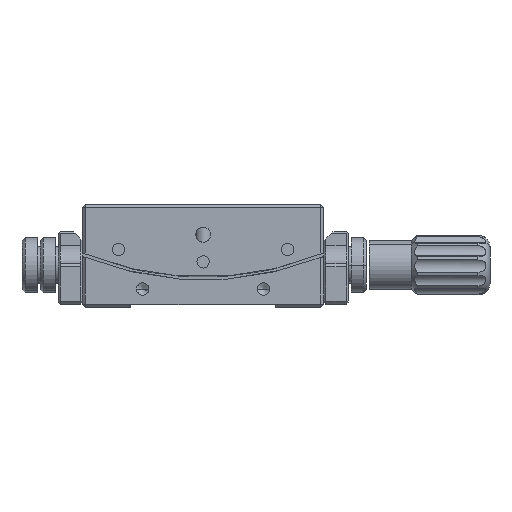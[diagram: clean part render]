
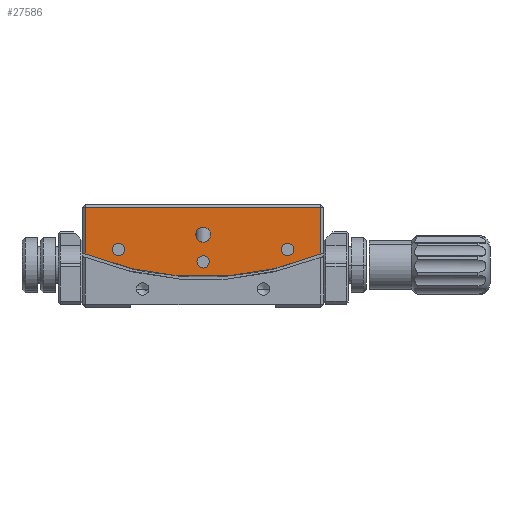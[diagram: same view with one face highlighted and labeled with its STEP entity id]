
A CAD part, top view. The second image highlights one B-rep face of the part: STEP entity #27586.
In plain terms, the highlighted planar face has unit normal (0, 0, 1).
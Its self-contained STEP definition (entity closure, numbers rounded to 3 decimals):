
#327 = DIRECTION ( 'NONE',  ( 1., 0., 0. ) ) ;
#1561 = CARTESIAN_POINT ( 'NONE',  ( 1.025, 7.5, 20. ) ) ;
#2808 = DIRECTION ( 'NONE',  ( 1., 0., 0. ) ) ;
#4108 = DIRECTION ( 'NONE',  ( 1., 0., 0. ) ) ;
#4554 = CARTESIAN_POINT ( 'NONE',  ( 0., 12., 20. ) ) ;
#4866 = FACE_BOUND ( 'NONE', #56115, .T. ) ;
#4882 = CIRCLE ( 'NONE', #69867, 1.25 ) ;
#5116 = DIRECTION ( 'NONE',  ( -1., 0., 0. ) ) ;
#5511 = AXIS2_PLACEMENT_3D ( 'NONE', #4554, #10461, #57899 ) ;
#6474 = ORIENTED_EDGE ( 'NONE', *, *, #13143, .F. ) ;
#10073 = VERTEX_POINT ( 'NONE', #43463 ) ;
#10161 = EDGE_CURVE ( 'NONE', #54892, #21906, #42884, .T. ) ;
#10212 = VERTEX_POINT ( 'NONE', #70410 ) ;
#10461 = DIRECTION ( 'NONE',  ( 0., 0., 1. ) ) ;
#10951 = ORIENTED_EDGE ( 'NONE', *, *, #40006, .T. ) ;
#10983 = EDGE_LOOP ( 'NONE', ( #31560, #6474 ) ) ;
#11461 = CARTESIAN_POINT ( 'NONE',  ( 0., 12., 20. ) ) ;
#11781 = EDGE_CURVE ( 'NONE', #18010, #39938, #37356, .T. ) ;
#12158 = EDGE_CURVE ( 'NONE', #39938, #18010, #71195, .T. ) ;
#13143 = EDGE_CURVE ( 'NONE', #10212, #27897, #14975, .T. ) ;
#14955 = EDGE_CURVE ( 'NONE', #27897, #10212, #15679, .T. ) ;
#14975 = CIRCLE ( 'NONE', #41987, 1.025 ) ;
#15519 = DIRECTION ( 'NONE',  ( 0., 1., 0. ) ) ;
#15571 = AXIS2_PLACEMENT_3D ( 'NONE', #69231, #33059, #4108 ) ;
#15679 = CIRCLE ( 'NONE', #42223, 1.025 ) ;
#16450 = CARTESIAN_POINT ( 'NONE',  ( -1.25, 12., 20. ) ) ;
#16671 = ORIENTED_EDGE ( 'NONE', *, *, #11781, .F. ) ;
#16890 = CARTESIAN_POINT ( 'NONE',  ( -20., 17., 20. ) ) ;
#17802 = AXIS2_PLACEMENT_3D ( 'NONE', #38461, #50225, #2808 ) ;
#18010 = VERTEX_POINT ( 'NONE', #27450 ) ;
#18914 = CARTESIAN_POINT ( 'NONE',  ( -14., 9.521, 20. ) ) ;
#19452 = DIRECTION ( 'NONE',  ( 1., 0., 0. ) ) ;
#19631 = DIRECTION ( 'NONE',  ( 1., 0., 0. ) ) ;
#20949 = EDGE_CURVE ( 'NONE', #21906, #54892, #24253, .T. ) ;
#21172 = DIRECTION ( 'NONE',  ( 0., -1., 0. ) ) ;
#21208 = AXIS2_PLACEMENT_3D ( 'NONE', #57018, #21858, #33623 ) ;
#21858 = DIRECTION ( 'NONE',  ( 0., 0., 1. ) ) ;
#21906 = VERTEX_POINT ( 'NONE', #1561 ) ;
#21926 = CARTESIAN_POINT ( 'NONE',  ( -19.5, 17., 20. ) ) ;
#22477 = VERTEX_POINT ( 'NONE', #25716 ) ;
#23668 = CARTESIAN_POINT ( 'NONE',  ( -14., 9.521, 20. ) ) ;
#24253 = CIRCLE ( 'NONE', #36340, 1.025 ) ;
#25716 = CARTESIAN_POINT ( 'NONE',  ( 19.5, 8.795, 20. ) ) ;
#26994 = EDGE_LOOP ( 'NONE', ( #62002, #31254 ) ) ;
#27450 = CARTESIAN_POINT ( 'NONE',  ( 12.975, 9.521, 20. ) ) ;
#27586 = ADVANCED_FACE ( 'NONE', ( #41595, #63606, #4866, #37920, #69092 ), #32524, .F. ) ;
#27897 = VERTEX_POINT ( 'NONE', #66404 ) ;
#28902 = DIRECTION ( 'NONE',  ( 1., 0., 0. ) ) ;
#29377 = EDGE_CURVE ( 'NONE', #64568, #59726, #75501, .T. ) ;
#29444 = EDGE_CURVE ( 'NONE', #59726, #64568, #4882, .T. ) ;
#29574 = DIRECTION ( 'NONE',  ( 0., 0., 1. ) ) ;
#30318 = CARTESIAN_POINT ( 'NONE',  ( 1.25, 12., 20. ) ) ;
#31254 = ORIENTED_EDGE ( 'NONE', *, *, #29377, .F. ) ;
#31560 = ORIENTED_EDGE ( 'NONE', *, *, #14955, .F. ) ;
#31694 = CARTESIAN_POINT ( 'NONE',  ( 0., 7.5, 20. ) ) ;
#32524 = PLANE ( 'NONE',  #71664 ) ;
#33059 = DIRECTION ( 'NONE',  ( 0., 0., 1. ) ) ;
#33623 = DIRECTION ( 'NONE',  ( 1., 0., 0. ) ) ;
#33706 = CARTESIAN_POINT ( 'NONE',  ( 19.5, 17., 20. ) ) ;
#36164 = EDGE_LOOP ( 'NONE', ( #10951, #75038, #67061, #59603 ) ) ;
#36340 = AXIS2_PLACEMENT_3D ( 'NONE', #31694, #55570, #19631 ) ;
#36935 = DIRECTION ( 'NONE',  ( -1., 0., 0. ) ) ;
#37356 = CIRCLE ( 'NONE', #21208, 1.025 ) ;
#37920 = FACE_BOUND ( 'NONE', #49048, .T. ) ;
#38261 = LINE ( 'NONE', #21926, #62114 ) ;
#38461 = CARTESIAN_POINT ( 'NONE',  ( 14., 9.521, 20. ) ) ;
#39318 = CARTESIAN_POINT ( 'NONE',  ( 0., 7.5, 20. ) ) ;
#39938 = VERTEX_POINT ( 'NONE', #75128 ) ;
#40006 = EDGE_CURVE ( 'NONE', #10073, #22477, #72979, .T. ) ;
#40960 = DIRECTION ( 'NONE',  ( 0., 0., 1. ) ) ;
#41014 = CARTESIAN_POINT ( 'NONE',  ( -1.025, 7.5, 20. ) ) ;
#41595 = FACE_BOUND ( 'NONE', #26994, .T. ) ;
#41987 = AXIS2_PLACEMENT_3D ( 'NONE', #18914, #59999, #19452 ) ;
#42223 = AXIS2_PLACEMENT_3D ( 'NONE', #23668, #29574, #327 ) ;
#42884 = CIRCLE ( 'NONE', #57958, 1.025 ) ;
#43463 = CARTESIAN_POINT ( 'NONE',  ( -19.5, 8.795, 20. ) ) ;
#44379 = CARTESIAN_POINT ( 'NONE',  ( 19.5, 16.5, 20. ) ) ;
#44805 = ORIENTED_EDGE ( 'NONE', *, *, #20949, .F. ) ;
#46452 = VERTEX_POINT ( 'NONE', #49224 ) ;
#49048 = EDGE_LOOP ( 'NONE', ( #60657, #16671 ) ) ;
#49224 = CARTESIAN_POINT ( 'NONE',  ( -19.5, 16.5, 20. ) ) ;
#50225 = DIRECTION ( 'NONE',  ( 0., 0., 1. ) ) ;
#54892 = VERTEX_POINT ( 'NONE', #41014 ) ;
#55570 = DIRECTION ( 'NONE',  ( 0., 0., 1. ) ) ;
#56115 = EDGE_LOOP ( 'NONE', ( #44805, #66414 ) ) ;
#56310 = DIRECTION ( 'NONE',  ( 0., 0., 1. ) ) ;
#57018 = CARTESIAN_POINT ( 'NONE',  ( 14., 9.521, 20. ) ) ;
#57276 = VERTEX_POINT ( 'NONE', #44379 ) ;
#57692 = DIRECTION ( 'NONE',  ( 0., 0., -1. ) ) ;
#57899 = DIRECTION ( 'NONE',  ( 1., 0., 0. ) ) ;
#57958 = AXIS2_PLACEMENT_3D ( 'NONE', #39318, #56310, #74444 ) ;
#58128 = VECTOR ( 'NONE', #36935, 1000. ) ;
#59603 = ORIENTED_EDGE ( 'NONE', *, *, #73024, .T. ) ;
#59726 = VERTEX_POINT ( 'NONE', #30318 ) ;
#59999 = DIRECTION ( 'NONE',  ( 0., 0., 1. ) ) ;
#60657 = ORIENTED_EDGE ( 'NONE', *, *, #12158, .F. ) ;
#62002 = ORIENTED_EDGE ( 'NONE', *, *, #29444, .F. ) ;
#62114 = VECTOR ( 'NONE', #21172, 1000. ) ;
#63606 = FACE_BOUND ( 'NONE', #10983, .T. ) ;
#63853 = VECTOR ( 'NONE', #15519, 1000. ) ;
#64537 = LINE ( 'NONE', #72564, #58128 ) ;
#64568 = VERTEX_POINT ( 'NONE', #16450 ) ;
#65575 = EDGE_CURVE ( 'NONE', #22477, #57276, #69360, .T. ) ;
#66404 = CARTESIAN_POINT ( 'NONE',  ( -12.975, 9.521, 20. ) ) ;
#66414 = ORIENTED_EDGE ( 'NONE', *, *, #10161, .F. ) ;
#67061 = ORIENTED_EDGE ( 'NONE', *, *, #73846, .T. ) ;
#69092 = FACE_OUTER_BOUND ( 'NONE', #36164, .T. ) ;
#69231 = CARTESIAN_POINT ( 'NONE',  ( 0., 57., 20. ) ) ;
#69360 = LINE ( 'NONE', #33706, #63853 ) ;
#69867 = AXIS2_PLACEMENT_3D ( 'NONE', #11461, #40960, #28902 ) ;
#70410 = CARTESIAN_POINT ( 'NONE',  ( -15.025, 9.521, 20. ) ) ;
#71195 = CIRCLE ( 'NONE', #17802, 1.025 ) ;
#71664 = AXIS2_PLACEMENT_3D ( 'NONE', #16890, #57692, #5116 ) ;
#72564 = CARTESIAN_POINT ( 'NONE',  ( -20., 16.5, 20. ) ) ;
#72979 = CIRCLE ( 'NONE', #15571, 52. ) ;
#73024 = EDGE_CURVE ( 'NONE', #46452, #10073, #38261, .T. ) ;
#73846 = EDGE_CURVE ( 'NONE', #57276, #46452, #64537, .T. ) ;
#74444 = DIRECTION ( 'NONE',  ( 1., 0., 0. ) ) ;
#75038 = ORIENTED_EDGE ( 'NONE', *, *, #65575, .T. ) ;
#75128 = CARTESIAN_POINT ( 'NONE',  ( 15.025, 9.521, 20. ) ) ;
#75501 = CIRCLE ( 'NONE', #5511, 1.25 ) ;
